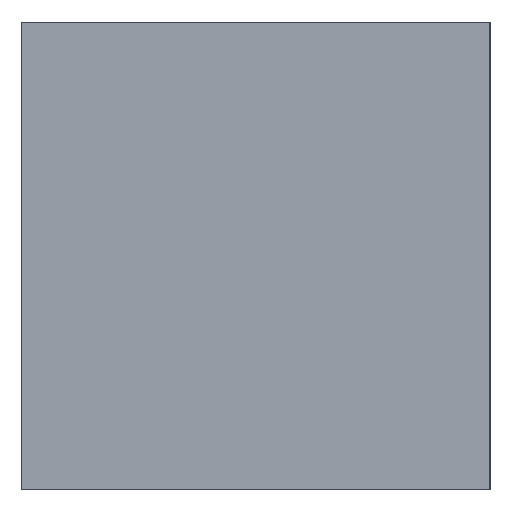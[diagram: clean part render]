
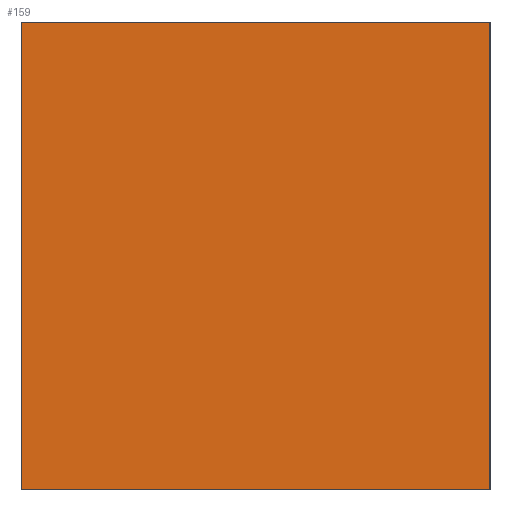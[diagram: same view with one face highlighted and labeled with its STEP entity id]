
A CAD part, left-side view. The second image highlights one B-rep face of the part: STEP entity #159.
In plain terms, the highlighted planar face has unit normal (-1, 0, 0).
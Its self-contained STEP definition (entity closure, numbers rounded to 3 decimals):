
#44=ORIENTED_EDGE('',*,*,#57,.T.);
#45=ORIENTED_EDGE('',*,*,#59,.T.);
#46=ORIENTED_EDGE('',*,*,#54,.T.);
#47=ORIENTED_EDGE('',*,*,#58,.T.);
#54=EDGE_CURVE('',#64,#65,#74,.T.);
#57=EDGE_CURVE('',#66,#67,#77,.T.);
#58=EDGE_CURVE('',#65,#66,#78,.T.);
#59=EDGE_CURVE('',#67,#64,#79,.T.);
#64=VERTEX_POINT('',#214);
#65=VERTEX_POINT('',#216);
#66=VERTEX_POINT('',#220);
#67=VERTEX_POINT('',#222);
#74=LINE('',#217,#86);
#77=LINE('',#223,#89);
#78=LINE('',#225,#90);
#79=LINE('',#227,#91);
#86=VECTOR('',#186,1000.);
#89=VECTOR('',#191,1000.);
#90=VECTOR('',#194,1000.);
#91=VECTOR('',#197,1000.);
#97=EDGE_LOOP('',(#44,#45,#46,#47));
#103=FACE_BOUND('',#97,.T.);
#109=PLANE('',#172);
#159=ADVANCED_FACE('',(#103),#109,.T.);
#172=AXIS2_PLACEMENT_3D('',#228,#198,#199);
#186=DIRECTION('',(0.,0.,1.));
#191=DIRECTION('',(0.,0.,-1.));
#194=DIRECTION('',(0.,1.,0.));
#197=DIRECTION('',(0.,-1.,0.));
#198=DIRECTION('',(-1.,0.,0.));
#199=DIRECTION('',(0.,0.,1.));
#214=CARTESIAN_POINT('',(-1.6,-1.25,-1.25));
#216=CARTESIAN_POINT('',(-1.6,-1.25,1.25));
#217=CARTESIAN_POINT('',(-1.6,-1.25,-1.25));
#220=CARTESIAN_POINT('',(-1.6,1.25,1.25));
#222=CARTESIAN_POINT('',(-1.6,1.25,-1.25));
#223=CARTESIAN_POINT('',(-1.6,1.25,1.25));
#225=CARTESIAN_POINT('',(-1.6,-1.25,1.25));
#227=CARTESIAN_POINT('',(-1.6,1.25,-1.25));
#228=CARTESIAN_POINT('',(-1.6,0.,0.));
